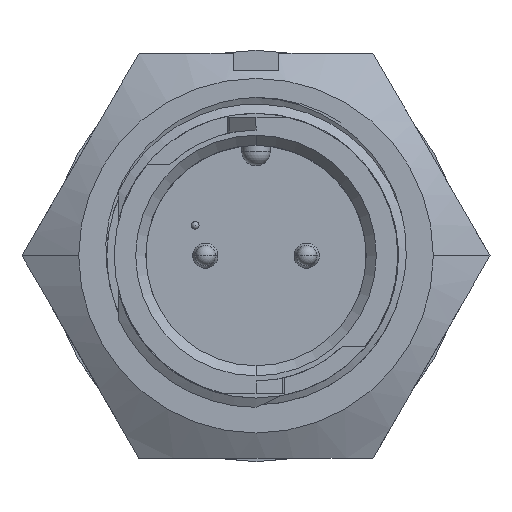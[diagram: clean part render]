
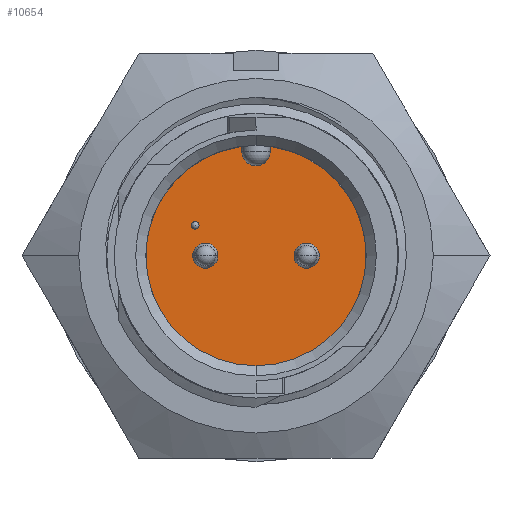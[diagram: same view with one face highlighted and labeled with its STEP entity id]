
A CAD part, top view. The second image highlights one B-rep face of the part: STEP entity #10654.
In plain terms, the highlighted planar face has unit normal (0, 0, 1).
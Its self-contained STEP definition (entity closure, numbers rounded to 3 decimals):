
#383 = ORIENTED_EDGE ( 'NONE', *, *, #5355, .F. ) ;
#594 = DIRECTION ( 'NONE',  ( 0., -1., 0. ) ) ;
#626 = VECTOR ( 'NONE', #3183, 1000. ) ;
#672 = EDGE_CURVE ( 'NONE', #7456, #6823, #2920, .T. ) ;
#780 = DIRECTION ( 'NONE',  ( 1., 0., 0. ) ) ;
#801 = EDGE_CURVE ( 'NONE', #1882, #2357, #6100, .T. ) ;
#967 = CARTESIAN_POINT ( 'NONE',  ( 2.54, 0., -8.382 ) ) ;
#973 = ORIENTED_EDGE ( 'NONE', *, *, #1254, .F. ) ;
#1008 = ORIENTED_EDGE ( 'NONE', *, *, #801, .F. ) ;
#1247 = CARTESIAN_POINT ( 'NONE',  ( 0.711, 5.22, -8.382 ) ) ;
#1254 = EDGE_CURVE ( 'NONE', #5239, #4162, #6554, .T. ) ;
#1310 = VECTOR ( 'NONE', #9758, 1000. ) ;
#1323 = AXIS2_PLACEMENT_3D ( 'NONE', #4610, #3386, #10208 ) ;
#1380 = CARTESIAN_POINT ( 'NONE',  ( 0.711, 5.479, -8.382 ) ) ;
#1519 = EDGE_CURVE ( 'NONE', #4162, #5239, #4811, .T. ) ;
#1882 = VERTEX_POINT ( 'NONE', #6498 ) ;
#2054 = DIRECTION ( 'NONE',  ( 0., 1., 0. ) ) ;
#2090 = CARTESIAN_POINT ( 'NONE',  ( 0., -5.524, -8.382 ) ) ;
#2105 = CARTESIAN_POINT ( 'NONE',  ( -0.711, 5.479, -8.382 ) ) ;
#2145 = AXIS2_PLACEMENT_3D ( 'NONE', #7175, #9187, #594 ) ;
#2159 = CARTESIAN_POINT ( 'NONE',  ( -3.048, 1.524, -8.382 ) ) ;
#2357 = VERTEX_POINT ( 'NONE', #8371 ) ;
#2718 = DIRECTION ( 'NONE',  ( 0., 0., 1. ) ) ;
#2870 = VERTEX_POINT ( 'NONE', #2090 ) ;
#2920 = LINE ( 'NONE', #2105, #1310 ) ;
#3095 = DIRECTION ( 'NONE',  ( 0., 0., 1. ) ) ;
#3127 = CIRCLE ( 'NONE', #11933, 0.632 ) ;
#3165 = AXIS2_PLACEMENT_3D ( 'NONE', #967, #2718, #780 ) ;
#3183 = DIRECTION ( 'NONE',  ( 0., 1., 0. ) ) ;
#3386 = DIRECTION ( 'NONE',  ( 0., 0., 1. ) ) ;
#3523 = CIRCLE ( 'NONE', #1323, 5.524 ) ;
#3550 = EDGE_LOOP ( 'NONE', ( #10616, #7521, #8287, #11638, #10923 ) ) ;
#3723 = ORIENTED_EDGE ( 'NONE', *, *, #1519, .F. ) ;
#3879 = VERTEX_POINT ( 'NONE', #10299 ) ;
#4013 = DIRECTION ( 'NONE',  ( 0., 0., 1. ) ) ;
#4055 = FACE_BOUND ( 'NONE', #5948, .T. ) ;
#4057 = LINE ( 'NONE', #8829, #626 ) ;
#4162 = VERTEX_POINT ( 'NONE', #10708 ) ;
#4404 = CARTESIAN_POINT ( 'NONE',  ( 1.908, 0., -8.382 ) ) ;
#4463 = AXIS2_PLACEMENT_3D ( 'NONE', #9033, #10038, #5059 ) ;
#4558 = EDGE_CURVE ( 'NONE', #2870, #6536, #10162, .T. ) ;
#4610 = CARTESIAN_POINT ( 'NONE',  ( 0., 0., -8.382 ) ) ;
#4637 = DIRECTION ( 'NONE',  ( 1., 0., 0. ) ) ;
#4719 = AXIS2_PLACEMENT_3D ( 'NONE', #8827, #8960, #2054 ) ;
#4811 = CIRCLE ( 'NONE', #5420, 0.632 ) ;
#5059 = DIRECTION ( 'NONE',  ( 1., 0., 0. ) ) ;
#5120 = PLANE ( 'NONE',  #4719 ) ;
#5213 = DIRECTION ( 'NONE',  ( 1., 0., 0. ) ) ;
#5239 = VERTEX_POINT ( 'NONE', #4404 ) ;
#5355 = EDGE_CURVE ( 'NONE', #3879, #6048, #9794, .T. ) ;
#5420 = AXIS2_PLACEMENT_3D ( 'NONE', #9914, #4013, #6771 ) ;
#5698 = CARTESIAN_POINT ( 'NONE',  ( -3.048, 1.524, -8.382 ) ) ;
#5729 = ORIENTED_EDGE ( 'NONE', *, *, #10241, .F. ) ;
#5901 = EDGE_LOOP ( 'NONE', ( #3723, #973 ) ) ;
#5948 = EDGE_LOOP ( 'NONE', ( #6607, #383 ) ) ;
#6048 = VERTEX_POINT ( 'NONE', #10374 ) ;
#6100 = CIRCLE ( 'NONE', #9913, 0.632 ) ;
#6498 = CARTESIAN_POINT ( 'NONE',  ( -1.908, 0.003, -8.382 ) ) ;
#6536 = VERTEX_POINT ( 'NONE', #1380 ) ;
#6554 = CIRCLE ( 'NONE', #3165, 0.632 ) ;
#6599 = EDGE_LOOP ( 'NONE', ( #1008, #5729 ) ) ;
#6607 = ORIENTED_EDGE ( 'NONE', *, *, #9691, .F. ) ;
#6667 = CARTESIAN_POINT ( 'NONE',  ( -0.711, 5.22, -8.382 ) ) ;
#6771 = DIRECTION ( 'NONE',  ( 1., 0., 0. ) ) ;
#6823 = VERTEX_POINT ( 'NONE', #6667 ) ;
#6943 = FACE_OUTER_BOUND ( 'NONE', #3550, .T. ) ;
#7175 = CARTESIAN_POINT ( 'NONE',  ( 0., 0., -8.382 ) ) ;
#7400 = DIRECTION ( 'NONE',  ( 0., 0., 1. ) ) ;
#7439 = VERTEX_POINT ( 'NONE', #1247 ) ;
#7456 = VERTEX_POINT ( 'NONE', #10702 ) ;
#7465 = EDGE_CURVE ( 'NONE', #7439, #6536, #4057, .T. ) ;
#7521 = ORIENTED_EDGE ( 'NONE', *, *, #7632, .T. ) ;
#7632 = EDGE_CURVE ( 'NONE', #7456, #2870, #3523, .T. ) ;
#8287 = ORIENTED_EDGE ( 'NONE', *, *, #4558, .T. ) ;
#8296 = CARTESIAN_POINT ( 'NONE',  ( -2.54, 0.003, -8.382 ) ) ;
#8371 = CARTESIAN_POINT ( 'NONE',  ( -3.172, 0.003, -8.382 ) ) ;
#8827 = CARTESIAN_POINT ( 'NONE',  ( 0., 0., -8.382 ) ) ;
#8829 = CARTESIAN_POINT ( 'NONE',  ( 0.711, 5.22, -8.382 ) ) ;
#8934 = AXIS2_PLACEMENT_3D ( 'NONE', #2159, #3095, #8999 ) ;
#8960 = DIRECTION ( 'NONE',  ( 0., 0., -1. ) ) ;
#8999 = DIRECTION ( 'NONE',  ( 0., 1., 0. ) ) ;
#9033 = CARTESIAN_POINT ( 'NONE',  ( 0., 5.22, -8.382 ) ) ;
#9187 = DIRECTION ( 'NONE',  ( 0., 0., 1. ) ) ;
#9274 = CIRCLE ( 'NONE', #4463, 0.711 ) ;
#9470 = DIRECTION ( 'NONE',  ( 0., 1., 0. ) ) ;
#9691 = EDGE_CURVE ( 'NONE', #6048, #3879, #10723, .T. ) ;
#9758 = DIRECTION ( 'NONE',  ( 0., -1., 0. ) ) ;
#9794 = CIRCLE ( 'NONE', #11582, 0.191 ) ;
#9833 = FACE_BOUND ( 'NONE', #6599, .T. ) ;
#9861 = DIRECTION ( 'NONE',  ( 0., 0., 1. ) ) ;
#9913 = AXIS2_PLACEMENT_3D ( 'NONE', #8296, #7400, #4637 ) ;
#9914 = CARTESIAN_POINT ( 'NONE',  ( 2.54, 0., -8.382 ) ) ;
#10038 = DIRECTION ( 'NONE',  ( 0., 0., 1. ) ) ;
#10162 = CIRCLE ( 'NONE', #2145, 5.524 ) ;
#10208 = DIRECTION ( 'NONE',  ( 0., -1., 0. ) ) ;
#10241 = EDGE_CURVE ( 'NONE', #2357, #1882, #3127, .T. ) ;
#10299 = CARTESIAN_POINT ( 'NONE',  ( -3.048, 1.333, -8.382 ) ) ;
#10374 = CARTESIAN_POINT ( 'NONE',  ( -3.048, 1.715, -8.382 ) ) ;
#10616 = ORIENTED_EDGE ( 'NONE', *, *, #672, .F. ) ;
#10639 = FACE_BOUND ( 'NONE', #5901, .T. ) ;
#10654 = ADVANCED_FACE ( 'NONE', ( #6943, #4055, #9833, #10639 ), #5120, .F. ) ;
#10702 = CARTESIAN_POINT ( 'NONE',  ( -0.711, 5.479, -8.382 ) ) ;
#10708 = CARTESIAN_POINT ( 'NONE',  ( 3.172, 0., -8.382 ) ) ;
#10723 = CIRCLE ( 'NONE', #8934, 0.191 ) ;
#10923 = ORIENTED_EDGE ( 'NONE', *, *, #11761, .F. ) ;
#11582 = AXIS2_PLACEMENT_3D ( 'NONE', #5698, #12278, #9470 ) ;
#11638 = ORIENTED_EDGE ( 'NONE', *, *, #7465, .F. ) ;
#11761 = EDGE_CURVE ( 'NONE', #6823, #7439, #9274, .T. ) ;
#11860 = CARTESIAN_POINT ( 'NONE',  ( -2.54, 0.003, -8.382 ) ) ;
#11933 = AXIS2_PLACEMENT_3D ( 'NONE', #11860, #9861, #5213 ) ;
#12278 = DIRECTION ( 'NONE',  ( 0., 0., 1. ) ) ;
